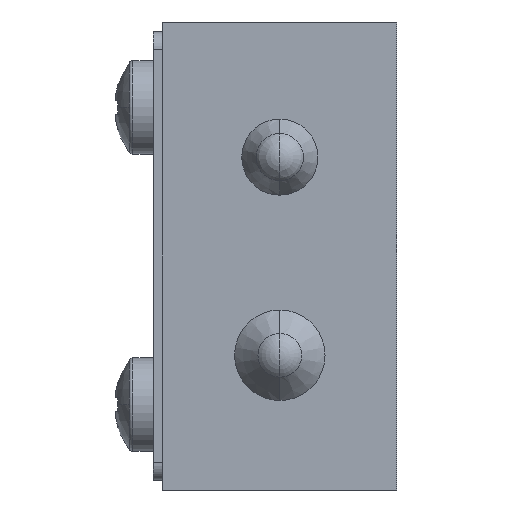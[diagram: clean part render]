
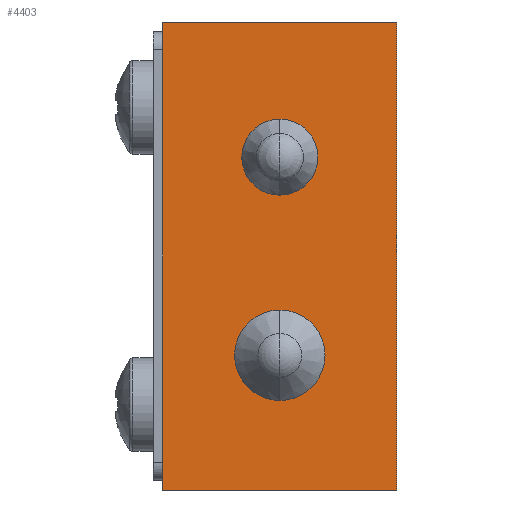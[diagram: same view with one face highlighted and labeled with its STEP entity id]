
A CAD part, left-side view. The second image highlights one B-rep face of the part: STEP entity #4403.
In plain terms, the highlighted planar face has unit normal (-1, 0, 0).
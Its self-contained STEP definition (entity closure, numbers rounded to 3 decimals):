
#139 = CARTESIAN_POINT ( 'NONE',  ( -19.881, -6.25, -5.303 ) ) ;
#894 = VERTEX_POINT ( 'NONE', #17378 ) ;
#998 = DIRECTION ( 'NONE',  ( 0., 0., 1. ) ) ;
#1268 = VERTEX_POINT ( 'NONE', #21404 ) ;
#1467 = EDGE_CURVE ( 'NONE', #25825, #11642, #16689, .T. ) ;
#1896 = DIRECTION ( 'NONE',  ( 0., 1., 0. ) ) ;
#2061 = ORIENTED_EDGE ( 'NONE', *, *, #18379, .F. ) ;
#2078 = CARTESIAN_POINT ( 'NONE',  ( -19.881, -12.5, -12.5 ) ) ;
#2366 = EDGE_CURVE ( 'NONE', #21292, #894, #24935, .T. ) ;
#2623 = DIRECTION ( 'NONE',  ( 0., 0., 1. ) ) ;
#2753 = ORIENTED_EDGE ( 'NONE', *, *, #1467, .F. ) ;
#2820 = VECTOR ( 'NONE', #5300, 1000. ) ;
#3386 = ORIENTED_EDGE ( 'NONE', *, *, #6076, .T. ) ;
#4403 = ADVANCED_FACE ( 'NONE', ( #6977, #10341, #16369 ), #15338, .T. ) ;
#4972 = DIRECTION ( 'NONE',  ( 0., 0., 1. ) ) ;
#5300 = DIRECTION ( 'NONE',  ( 0., 0., 1. ) ) ;
#5776 = LINE ( 'NONE', #12315, #23520 ) ;
#6059 = DIRECTION ( 'NONE',  ( -1., 0., 0. ) ) ;
#6076 = EDGE_CURVE ( 'NONE', #21292, #7621, #5776, .T. ) ;
#6146 = CARTESIAN_POINT ( 'NONE',  ( -19.881, -6.25, 5.282 ) ) ;
#6348 = ORIENTED_EDGE ( 'NONE', *, *, #19654, .T. ) ;
#6977 = FACE_BOUND ( 'NONE', #19172, .T. ) ;
#7318 = AXIS2_PLACEMENT_3D ( 'NONE', #139, #19377, #4972 ) ;
#7373 = VECTOR ( 'NONE', #1896, 1000. ) ;
#7621 = VERTEX_POINT ( 'NONE', #25591 ) ;
#10288 = CIRCLE ( 'NONE', #14199, 2.417 ) ;
#10337 = AXIS2_PLACEMENT_3D ( 'NONE', #20379, #6059, #998 ) ;
#10341 = FACE_BOUND ( 'NONE', #28326, .T. ) ;
#11000 = ORIENTED_EDGE ( 'NONE', *, *, #14486, .F. ) ;
#11013 = CARTESIAN_POINT ( 'NONE',  ( -19.881, -6.25, -7.72 ) ) ;
#11192 = DIRECTION ( 'NONE',  ( -1., 0., 0. ) ) ;
#11642 = VERTEX_POINT ( 'NONE', #11013 ) ;
#11962 = CARTESIAN_POINT ( 'NONE',  ( -19.881, -6.25, -2.885 ) ) ;
#12099 = ORIENTED_EDGE ( 'NONE', *, *, #26166, .F. ) ;
#12315 = CARTESIAN_POINT ( 'NONE',  ( -19.881, -12.5, -12.5 ) ) ;
#12752 = CARTESIAN_POINT ( 'NONE',  ( -19.881, -12.5, -12.5 ) ) ;
#12908 = VERTEX_POINT ( 'NONE', #13516 ) ;
#13516 = CARTESIAN_POINT ( 'NONE',  ( -19.881, 0., 12.5 ) ) ;
#13526 = CIRCLE ( 'NONE', #23151, 2.032 ) ;
#13604 = DIRECTION ( 'NONE',  ( 0., 0., 1. ) ) ;
#14087 = DIRECTION ( 'NONE',  ( -1., 0., 0. ) ) ;
#14199 = AXIS2_PLACEMENT_3D ( 'NONE', #25824, #21144, #18484 ) ;
#14486 = EDGE_CURVE ( 'NONE', #11642, #25825, #10288, .T. ) ;
#15338 = PLANE ( 'NONE',  #10337 ) ;
#15674 = ORIENTED_EDGE ( 'NONE', *, *, #2366, .F. ) ;
#16369 = FACE_OUTER_BOUND ( 'NONE', #27139, .T. ) ;
#16472 = DIRECTION ( 'NONE',  ( 0., 0., 1. ) ) ;
#16689 = CIRCLE ( 'NONE', #7318, 2.417 ) ;
#17188 = ORIENTED_EDGE ( 'NONE', *, *, #25907, .F. ) ;
#17292 = CARTESIAN_POINT ( 'NONE',  ( -19.881, 0., -12.5 ) ) ;
#17378 = CARTESIAN_POINT ( 'NONE',  ( -19.881, 0., -12.5 ) ) ;
#17886 = LINE ( 'NONE', #30580, #7373 ) ;
#18379 = EDGE_CURVE ( 'NONE', #1268, #30852, #13526, .T. ) ;
#18484 = DIRECTION ( 'NONE',  ( 0., 0., 1. ) ) ;
#19172 = EDGE_LOOP ( 'NONE', ( #2061, #12099 ) ) ;
#19377 = DIRECTION ( 'NONE',  ( -1., 0., 0. ) ) ;
#19533 = CARTESIAN_POINT ( 'NONE',  ( -19.881, -6.25, 3.25 ) ) ;
#19654 = EDGE_CURVE ( 'NONE', #7621, #12908, #17886, .T. ) ;
#20379 = CARTESIAN_POINT ( 'NONE',  ( -19.881, -12.5, -12.5 ) ) ;
#21144 = DIRECTION ( 'NONE',  ( -1., 0., 0. ) ) ;
#21292 = VERTEX_POINT ( 'NONE', #12752 ) ;
#21404 = CARTESIAN_POINT ( 'NONE',  ( -19.881, -6.25, 7.314 ) ) ;
#21703 = AXIS2_PLACEMENT_3D ( 'NONE', #6146, #11192, #13604 ) ;
#23151 = AXIS2_PLACEMENT_3D ( 'NONE', #30970, #14087, #16472 ) ;
#23520 = VECTOR ( 'NONE', #2623, 1000. ) ;
#24935 = LINE ( 'NONE', #2078, #26432 ) ;
#25121 = LINE ( 'NONE', #17292, #2820 ) ;
#25591 = CARTESIAN_POINT ( 'NONE',  ( -19.881, -12.5, 12.5 ) ) ;
#25824 = CARTESIAN_POINT ( 'NONE',  ( -19.881, -6.25, -5.303 ) ) ;
#25825 = VERTEX_POINT ( 'NONE', #11962 ) ;
#25907 = EDGE_CURVE ( 'NONE', #894, #12908, #25121, .T. ) ;
#26166 = EDGE_CURVE ( 'NONE', #30852, #1268, #27667, .T. ) ;
#26432 = VECTOR ( 'NONE', #30860, 1000. ) ;
#27139 = EDGE_LOOP ( 'NONE', ( #17188, #15674, #3386, #6348 ) ) ;
#27667 = CIRCLE ( 'NONE', #21703, 2.032 ) ;
#28326 = EDGE_LOOP ( 'NONE', ( #2753, #11000 ) ) ;
#30580 = CARTESIAN_POINT ( 'NONE',  ( -19.881, -12.5, 12.5 ) ) ;
#30852 = VERTEX_POINT ( 'NONE', #19533 ) ;
#30860 = DIRECTION ( 'NONE',  ( 0., 1., 0. ) ) ;
#30970 = CARTESIAN_POINT ( 'NONE',  ( -19.881, -6.25, 5.282 ) ) ;
